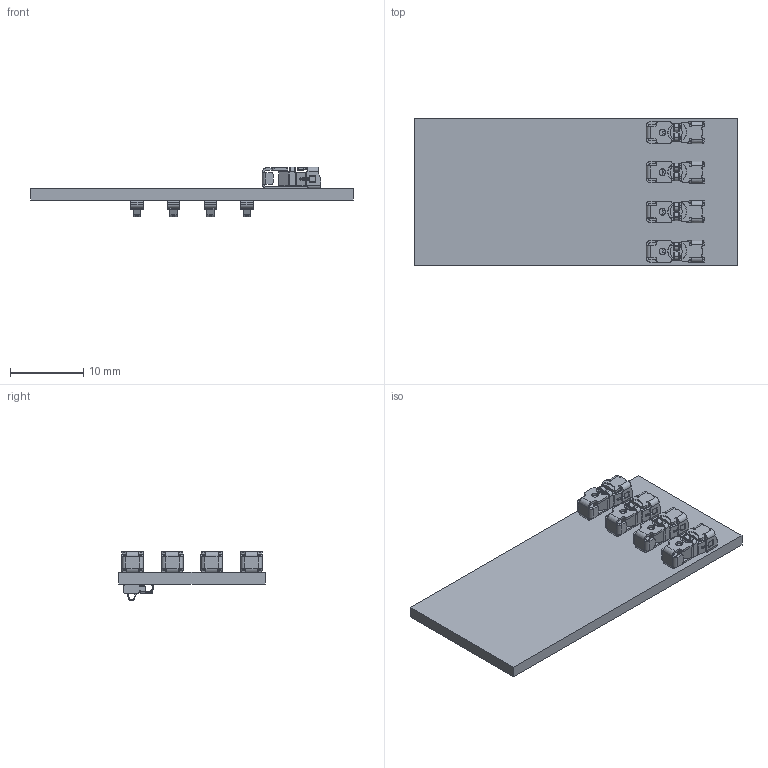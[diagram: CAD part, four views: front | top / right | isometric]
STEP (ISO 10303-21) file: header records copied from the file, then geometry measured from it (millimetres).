
FILE_DESCRIPTION(('Open CASCADE Model'),'2;1');
FILE_NAME('Open CASCADE Shape Model','2018-10-03T13:30:24',('Author'),( 'Open CASCADE'),'Open CASCADE STEP processor 6.8','Open CASCADE 6.8' ,'Unknown');
FILE_SCHEMA(('AUTOMOTIVE_DESIGN { 1 0 10303 214 1 1 1 1 }'));
Length unit declared in the file: millimetre
Products named in the file (12): PCB; Board; U14; 2038638103; U13; U12; U11; U04; c-2286211-3-a-3d; U03; U02; U01
Assembly tree (17 placements, depth 3):
  PCB
    Board
    U14
      2038638103
    U13
      2038638103
    U12
      2038638103
    U11
      2038638103
    U04
      c-2286211-3-a-3d
    U03
      c-2286211-3-a-3d
    U02
      c-2286211-3-a-3d
    U01
      c-2286211-3-a-3d
Bounding box: 44 x 20 x 6.78 mm (x, y, z)
Volume: 1484.7 mm3; surface area: 2763.7 mm2
Topology: 9 solids, 9 shells, 1842 faces, 5124 edges, 3304 vertices
Faces by surface type: plane 954, cylinder 692, torus 84, cone 72, bspline 32, sphere 8
Entity records: 15655 total; most frequent: CARTESIAN_POINT 3331, ORIENTED_EDGE 2580, DIRECTION 2569, EDGE_CURVE 1290, AXIS2_PLACEMENT_3D 881, VERTEX_POINT 832, LINE 807, VECTOR 807
